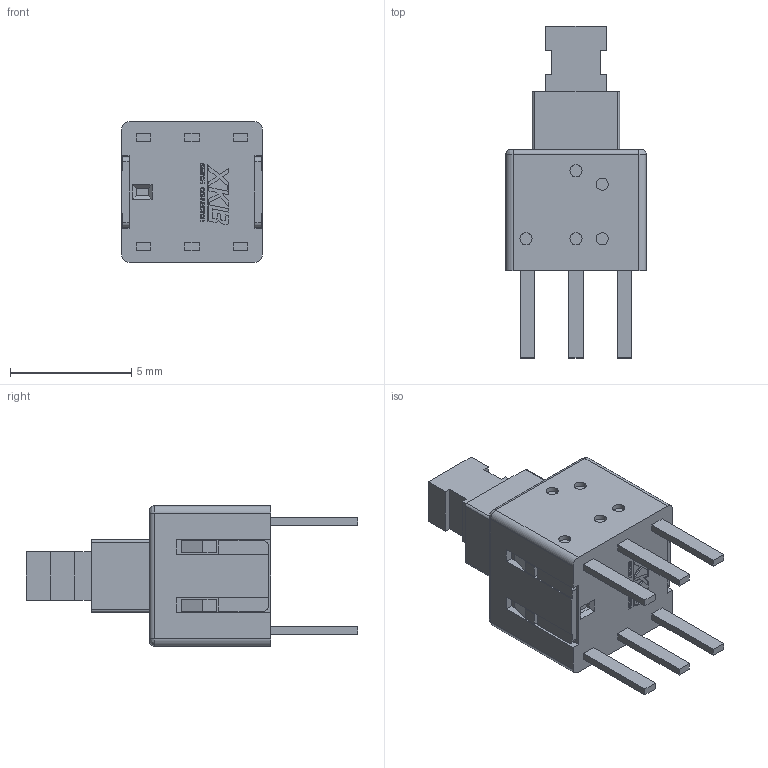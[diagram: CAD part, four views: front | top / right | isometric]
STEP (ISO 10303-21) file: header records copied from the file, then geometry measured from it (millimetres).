
FILE_DESCRIPTION(('STEP AP242'),'1');
FILE_NAME('xkb5858-z.stp','2021-05-13T04:37:01',('TraceParts'),('TraceParts S.A.'),'Spatial InterOp 3D',' ',' ');
FILE_SCHEMA(('AP242_MANAGED_MODEL_BASED_3D_ENGINEERING_MIM_LF {1 0 10303 442 1 1 4}'));
Length unit declared in the file: millimetre
Products named in the file (1): xkb5858-z
Bounding box: 5.8 x 13.7 x 5.8 mm (x, y, z)
Volume: 208.2 mm3; surface area: 292.5 mm2
Topology: 1 solids, 1 shells, 597 faces, 1644 edges, 1092 vertices
Faces by surface type: plane 551, cylinder 42, bspline 4
Entity records: 18709 total; most frequent: CARTESIAN_POINT 3394, ORIENTED_EDGE 3288, DIRECTION 2920, EDGE_CURVE 1644, LINE 1556, VECTOR 1556, VERTEX_POINT 1092, AXIS2_PLACEMENT_3D 682
